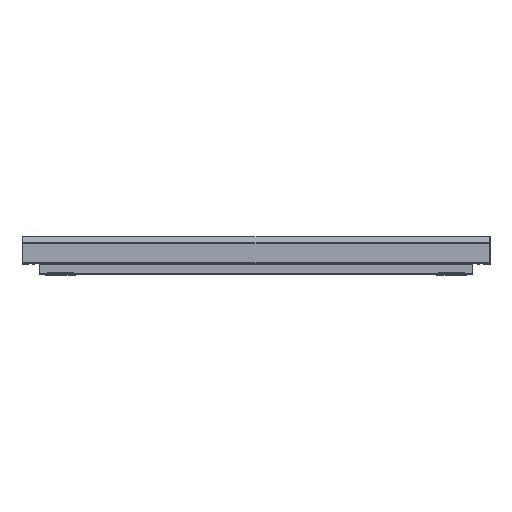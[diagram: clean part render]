
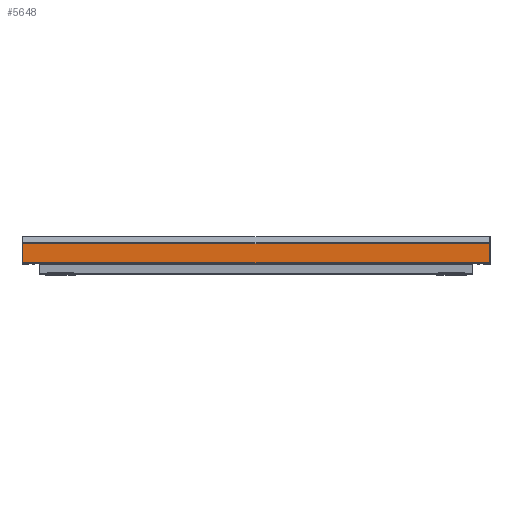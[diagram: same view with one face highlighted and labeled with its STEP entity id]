
A CAD part, top view. The second image highlights one B-rep face of the part: STEP entity #5648.
In plain terms, the highlighted planar face has unit normal (0, 0, 1).
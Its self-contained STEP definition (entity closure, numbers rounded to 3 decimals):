
#119 = VECTOR ( 'NONE', #14578, 1000. ) ;
#477 = LINE ( 'NONE', #10032, #4583 ) ;
#487 = VERTEX_POINT ( 'NONE', #11651 ) ;
#1609 = AXIS2_PLACEMENT_3D ( 'NONE', #14294, #15567, #11690 ) ;
#1879 = ORIENTED_EDGE ( 'NONE', *, *, #14154, .F. ) ;
#1933 = LINE ( 'NONE', #5395, #8540 ) ;
#2376 = CARTESIAN_POINT ( 'NONE',  ( -627.5, -19.054, 243. ) ) ;
#3021 = DIRECTION ( 'NONE',  ( 1., 0., 0. ) ) ;
#4583 = VECTOR ( 'NONE', #14866, 1000. ) ;
#5297 = CARTESIAN_POINT ( 'NONE',  ( -627.5, -19.054, 243. ) ) ;
#5395 = CARTESIAN_POINT ( 'NONE',  ( -627.5, -69.906, 243. ) ) ;
#5648 = ADVANCED_FACE ( 'NONE', ( #7181 ), #5986, .T. ) ;
#5986 = PLANE ( 'NONE',  #1609 ) ;
#6253 = CARTESIAN_POINT ( 'NONE',  ( 627.5, -69.906, 243. ) ) ;
#6674 = VERTEX_POINT ( 'NONE', #6253 ) ;
#6782 = ORIENTED_EDGE ( 'NONE', *, *, #15423, .T. ) ;
#6963 = EDGE_CURVE ( 'NONE', #487, #6674, #1933, .T. ) ;
#7107 = ORIENTED_EDGE ( 'NONE', *, *, #11258, .F. ) ;
#7181 = FACE_OUTER_BOUND ( 'NONE', #8901, .T. ) ;
#7863 = CARTESIAN_POINT ( 'NONE',  ( 627.5, -19.054, 243. ) ) ;
#8540 = VECTOR ( 'NONE', #3021, 1000. ) ;
#8901 = EDGE_LOOP ( 'NONE', ( #11385, #7107, #1879, #6782 ) ) ;
#10032 = CARTESIAN_POINT ( 'NONE',  ( 627.5, -19.054, 243. ) ) ;
#10117 = DIRECTION ( 'NONE',  ( 1., 0., 0. ) ) ;
#11258 = EDGE_CURVE ( 'NONE', #12236, #6674, #477, .T. ) ;
#11385 = ORIENTED_EDGE ( 'NONE', *, *, #6963, .T. ) ;
#11651 = CARTESIAN_POINT ( 'NONE',  ( -627.5, -69.906, 243. ) ) ;
#11690 = DIRECTION ( 'NONE',  ( 0., -1., 0. ) ) ;
#11967 = LINE ( 'NONE', #14342, #119 ) ;
#12236 = VERTEX_POINT ( 'NONE', #7863 ) ;
#12449 = VECTOR ( 'NONE', #10117, 1000. ) ;
#13914 = LINE ( 'NONE', #5297, #12449 ) ;
#14154 = EDGE_CURVE ( 'NONE', #14310, #12236, #13914, .T. ) ;
#14294 = CARTESIAN_POINT ( 'NONE',  ( -627.5, -19.054, 243. ) ) ;
#14310 = VERTEX_POINT ( 'NONE', #2376 ) ;
#14342 = CARTESIAN_POINT ( 'NONE',  ( -627.5, -19.054, 243. ) ) ;
#14578 = DIRECTION ( 'NONE',  ( 0., -1., 0. ) ) ;
#14866 = DIRECTION ( 'NONE',  ( 0., -1., 0. ) ) ;
#15423 = EDGE_CURVE ( 'NONE', #14310, #487, #11967, .T. ) ;
#15567 = DIRECTION ( 'NONE',  ( 0., 0., 1. ) ) ;
